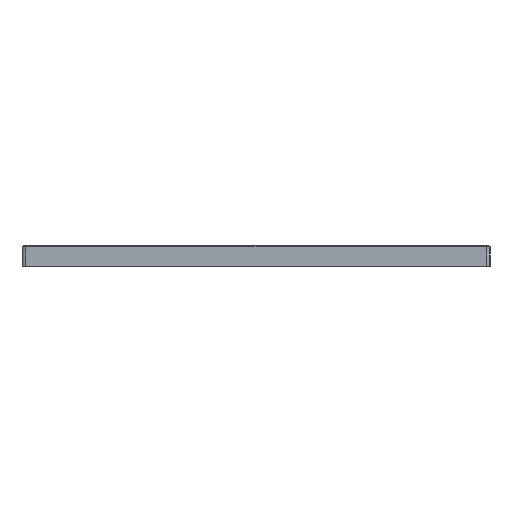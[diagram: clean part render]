
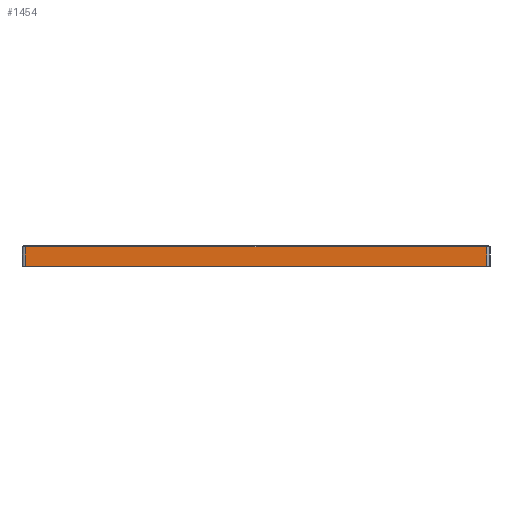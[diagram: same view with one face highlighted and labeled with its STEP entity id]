
A CAD part, left-side view. The second image highlights one B-rep face of the part: STEP entity #1454.
In plain terms, the highlighted planar face has unit normal (-1, 0, 0).
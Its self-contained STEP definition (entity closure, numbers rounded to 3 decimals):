
#482=B_SPLINE_CURVE_WITH_KNOTS('',3,(#19234,#19235,#19236,#19237,#19238,
#19239,#19240,#19241,#19242,#19243),.UNSPECIFIED.,.F.,.F.,(4,3,3,4),(0.,
0.1,0.382,1.),.UNSPECIFIED.);
#483=B_SPLINE_CURVE_WITH_KNOTS('',3,(#19245,#19246,#19247,#19248,#19249,
#19250,#19251,#19252,#19253,#19254,#19255,#19256,#19257,#19258,#19259,#19260,
#19261,#19262,#19263),.UNSPECIFIED.,.F.,.F.,(4,3,3,3,3,3,4),(0.,0.009,
0.043,0.183,0.739,0.9,
1.),.UNSPECIFIED.);
#1020=FACE_OUTER_BOUND('',#2110,.T.);
#1454=ADVANCED_FACE('',(#1020),#1806,.T.);
#1806=PLANE('',#7997);
#2110=EDGE_LOOP('',(#3797,#3798,#3799,#3800,#3801));
#3797=ORIENTED_EDGE('',*,*,#6336,.T.);
#3798=ORIENTED_EDGE('',*,*,#6337,.T.);
#3799=ORIENTED_EDGE('',*,*,#6338,.T.);
#3800=ORIENTED_EDGE('',*,*,#6339,.T.);
#3801=ORIENTED_EDGE('',*,*,#6340,.F.);
#5455=VERTEX_POINT('',#19232);
#5456=VERTEX_POINT('',#19233);
#5457=VERTEX_POINT('',#19244);
#5458=VERTEX_POINT('',#19264);
#5459=VERTEX_POINT('',#19266);
#6336=EDGE_CURVE('',#5455,#5456,#7178,.T.);
#6337=EDGE_CURVE('',#5456,#5457,#482,.T.);
#6338=EDGE_CURVE('',#5457,#5458,#483,.T.);
#6339=EDGE_CURVE('',#5458,#5459,#7179,.T.);
#6340=EDGE_CURVE('',#5455,#5459,#7180,.T.);
#7178=LINE('',#19231,#7589);
#7179=LINE('',#19265,#7590);
#7180=LINE('',#19267,#7591);
#7589=VECTOR('',#9252,1.);
#7590=VECTOR('',#9253,1.);
#7591=VECTOR('',#9254,1.);
#7997=AXIS2_PLACEMENT_3D('',#19268,#9255,#9256);
#9252=DIRECTION('',(0.,0.,1.));
#9253=DIRECTION('',(0.,0.,-1.));
#9254=DIRECTION('',(0.,1.,0.));
#9255=DIRECTION('',(-1.,0.,0.));
#9256=DIRECTION('',(0.,0.,1.));
#19231=CARTESIAN_POINT('',(-200.,-345.,29.));
#19232=CARTESIAN_POINT('',(-200.,-345.,0.));
#19233=CARTESIAN_POINT('',(-200.,-345.,28.475));
#19234=CARTESIAN_POINT('',(-200.,-345.,28.475));
#19235=CARTESIAN_POINT('',(-200.,-333.446,28.424));
#19236=CARTESIAN_POINT('',(-200.,-321.892,28.47));
#19237=CARTESIAN_POINT('',(-200.,-310.339,28.47));
#19238=CARTESIAN_POINT('',(-200.,-277.91,28.47));
#19239=CARTESIAN_POINT('',(-200.,-245.482,28.47));
#19240=CARTESIAN_POINT('',(-200.,-213.054,28.47));
#19241=CARTESIAN_POINT('',(-200.,-142.036,28.47));
#19242=CARTESIAN_POINT('',(-200.,-71.018,28.47));
#19243=CARTESIAN_POINT('',(-200.,0.,28.47));
#19244=CARTESIAN_POINT('',(-200.,0.,28.47));
#19245=CARTESIAN_POINT('',(-200.,0.,28.47));
#19246=CARTESIAN_POINT('',(-200.,1.,28.47));
#19247=CARTESIAN_POINT('',(-200.,2.,28.47));
#19248=CARTESIAN_POINT('',(-200.,3.,28.47));
#19249=CARTESIAN_POINT('',(-200.,7.,28.47));
#19250=CARTESIAN_POINT('',(-200.,11.,28.47));
#19251=CARTESIAN_POINT('',(-200.,15.,28.47));
#19252=CARTESIAN_POINT('',(-200.,31.,28.47));
#19253=CARTESIAN_POINT('',(-200.,47.,28.47));
#19254=CARTESIAN_POINT('',(-200.,63.,28.47));
#19255=CARTESIAN_POINT('',(-200.,127.,28.47));
#19256=CARTESIAN_POINT('',(-200.,191.,28.47));
#19257=CARTESIAN_POINT('',(-200.,255.,28.47));
#19258=CARTESIAN_POINT('',(-200.,273.448,28.47));
#19259=CARTESIAN_POINT('',(-200.,291.896,28.47));
#19260=CARTESIAN_POINT('',(-200.,310.344,28.47));
#19261=CARTESIAN_POINT('',(-200.,321.896,28.47));
#19262=CARTESIAN_POINT('',(-200.,333.448,28.424));
#19263=CARTESIAN_POINT('',(-200.,345.,28.475));
#19264=CARTESIAN_POINT('',(-200.,345.,28.475));
#19265=CARTESIAN_POINT('',(-200.,345.,29.));
#19266=CARTESIAN_POINT('',(-200.,345.,0.));
#19267=CARTESIAN_POINT('',(-200.,-350.,0.));
#19268=CARTESIAN_POINT('',(-200.,-350.,29.));
